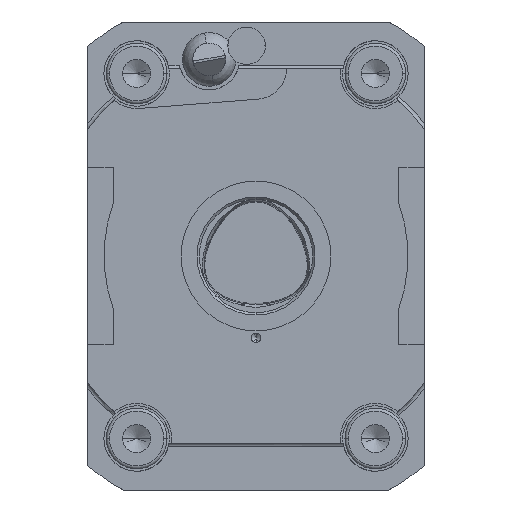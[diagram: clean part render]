
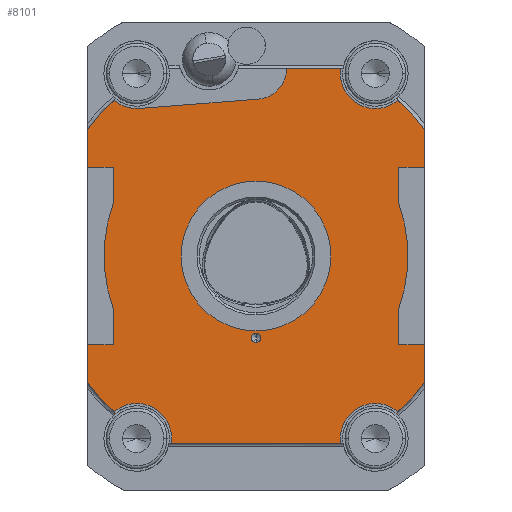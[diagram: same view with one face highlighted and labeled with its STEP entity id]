
A CAD part, left-side view. The second image highlights one B-rep face of the part: STEP entity #8101.
In plain terms, the highlighted planar face has unit normal (-1, 0, 0).
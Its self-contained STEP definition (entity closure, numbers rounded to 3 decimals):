
#2894=CARTESIAN_POINT('',(-49.5,25.5,-39.));
#2895=DIRECTION('',(1.,0.,0.));
#2896=DIRECTION('',(0.,0.643,0.766));
#2897=AXIS2_PLACEMENT_3D('',#2894,#2895,#2896);
#2904=CARTESIAN_POINT('',(-49.5,0.,0.));
#2905=DIRECTION('',(1.,0.,0.));
#2906=DIRECTION('',(0.,0.674,-0.739));
#2907=AXIS2_PLACEMENT_3D('',#2904,#2905,#2906);
#2909=DIRECTION('',(0.,0.,-1.));
#2910=VECTOR('',#2909,7.775);
#2911=CARTESIAN_POINT('',(-49.5,30.5,-11.225));
#2912=LINE('',#2911,#2910);
#2913=CARTESIAN_POINT('',(-49.5,0.,0.));
#2914=DIRECTION('',(-1.,0.,0.));
#2915=DIRECTION('',(0.,0.938,0.345));
#2916=AXIS2_PLACEMENT_3D('',#2913,#2914,#2915);
#2918=DIRECTION('',(0.,0.,-1.));
#2919=VECTOR('',#2918,7.775);
#2920=CARTESIAN_POINT('',(-49.5,30.5,19.));
#2921=LINE('',#2920,#2919);
#2922=DIRECTION('',(0.,-1.,0.));
#2923=VECTOR('',#2922,5.5);
#2924=CARTESIAN_POINT('',(-49.5,36.,19.));
#2925=LINE('',#2924,#2923);
#2926=CARTESIAN_POINT('',(-49.5,0.,0.));
#2927=DIRECTION('',(1.,0.,0.));
#2928=DIRECTION('',(0.,0.8,0.6));
#2929=AXIS2_PLACEMENT_3D('',#2926,#2927,#2928);
#2931=CARTESIAN_POINT('',(-49.5,25.5,39.));
#2932=DIRECTION('',(-1.,0.,0.));
#2933=DIRECTION('',(0.,0.643,-0.766));
#2934=AXIS2_PLACEMENT_3D('',#2931,#2932,#2933);
#2936=DIRECTION('',(0.,-0.997,0.078));
#2937=VECTOR('',#2936,25.5);
#2938=CARTESIAN_POINT('',(-49.5,24.913,31.523));
#2939=LINE('',#2938,#2937);
#2940=CARTESIAN_POINT('',(-49.5,0.,40.));
#2941=DIRECTION('',(-1.,0.,0.));
#2942=DIRECTION('',(0.,-0.078,-0.997));
#2943=AXIS2_PLACEMENT_3D('',#2940,#2941,#2942);
#2945=CARTESIAN_POINT('',(-49.5,0.,0.));
#2946=DIRECTION('',(1.,0.,0.));
#2947=DIRECTION('',(0.,-0.674,0.739));
#2948=AXIS2_PLACEMENT_3D('',#2945,#2946,#2947);
#2950=DIRECTION('',(0.,-1.,0.));
#2951=VECTOR('',#2950,5.5);
#2952=CARTESIAN_POINT('',(-49.5,-30.5,19.));
#2953=LINE('',#2952,#2951);
#2954=DIRECTION('',(0.,0.,1.));
#2955=VECTOR('',#2954,7.775);
#2956=CARTESIAN_POINT('',(-49.5,-30.5,11.225));
#2957=LINE('',#2956,#2955);
#2958=CARTESIAN_POINT('',(-49.5,0.,0.));
#2959=DIRECTION('',(-1.,0.,0.));
#2960=DIRECTION('',(0.,-0.938,-0.345));
#2961=AXIS2_PLACEMENT_3D('',#2958,#2959,#2960);
#2963=DIRECTION('',(0.,0.,1.));
#2964=VECTOR('',#2963,7.775);
#2965=CARTESIAN_POINT('',(-49.5,-30.5,-19.));
#2966=LINE('',#2965,#2964);
#2967=CARTESIAN_POINT('',(-49.5,0.,0.));
#2968=DIRECTION('',(1.,0.,0.));
#2969=DIRECTION('',(0.,-0.8,-0.6));
#2970=AXIS2_PLACEMENT_3D('',#2967,#2968,#2969);
#2972=CARTESIAN_POINT('',(-49.5,0.,-17.5));
#2973=DIRECTION('',(-1.,0.,0.));
#2974=DIRECTION('',(0.,0.,-1.));
#2975=AXIS2_PLACEMENT_3D('',#2972,#2973,#2974);
#2977=CARTESIAN_POINT('',(-49.5,0.,-17.5));
#2978=DIRECTION('',(-1.,0.,0.));
#2979=DIRECTION('',(0.,0.,1.));
#2980=AXIS2_PLACEMENT_3D('',#2977,#2978,#2979);
#2990=DIRECTION('',(0.,0.,1.));
#2991=VECTOR('',#2990,8.);
#2992=CARTESIAN_POINT('',(-49.5,36.,-27.));
#2993=LINE('',#2992,#2991);
#2994=DIRECTION('',(0.,0.,-1.));
#2995=VECTOR('',#2994,8.);
#2996=CARTESIAN_POINT('',(-49.5,36.,27.));
#2997=LINE('',#2996,#2995);
#3026=DIRECTION('',(0.,-1.,0.));
#3027=VECTOR('',#3026,11.567);
#3028=CARTESIAN_POINT('',(-49.5,-6.5,40.));
#3029=LINE('',#3028,#3027);
#3039=CARTESIAN_POINT('',(-49.5,-25.5,39.));
#3040=DIRECTION('',(1.,0.,0.));
#3041=DIRECTION('',(0.,-0.643,-0.766));
#3042=AXIS2_PLACEMENT_3D('',#3039,#3040,#3041);
#3052=DIRECTION('',(0.,0.,1.));
#3053=VECTOR('',#3052,8.);
#3054=CARTESIAN_POINT('',(-49.5,-36.,-27.));
#3055=LINE('',#3054,#3053);
#3064=DIRECTION('',(0.,0.,-1.));
#3065=VECTOR('',#3064,8.);
#3066=CARTESIAN_POINT('',(-49.5,-36.,27.));
#3067=LINE('',#3066,#3065);
#3068=DIRECTION('',(0.,-1.,0.));
#3069=VECTOR('',#3068,5.5);
#3070=CARTESIAN_POINT('',(-49.5,-30.5,-19.));
#3071=LINE('',#3070,#3069);
#3121=CARTESIAN_POINT('',(-49.5,-25.5,-39.));
#3122=DIRECTION('',(1.,0.,0.));
#3123=DIRECTION('',(0.,0.991,-0.133));
#3124=AXIS2_PLACEMENT_3D('',#3121,#3122,#3123);
#3131=DIRECTION('',(0.,1.,0.));
#3132=VECTOR('',#3131,36.134);
#3133=CARTESIAN_POINT('',(-49.5,-18.067,-40.));
#3134=LINE('',#3133,#3132);
#3168=DIRECTION('',(0.,-1.,0.));
#3169=VECTOR('',#3168,5.5);
#3170=CARTESIAN_POINT('',(-49.5,36.,-19.));
#3171=LINE('',#3170,#3169);
#3196=CARTESIAN_POINT('',(-49.5,0.,0.));
#3197=DIRECTION('',(-1.,0.,0.));
#3198=DIRECTION('',(0.,0.,-1.));
#3199=AXIS2_PLACEMENT_3D('',#3196,#3197,#3198);
#3201=CARTESIAN_POINT('',(-49.5,0.,0.));
#3202=DIRECTION('',(1.,0.,0.));
#3203=DIRECTION('',(0.,0.,-1.));
#3204=AXIS2_PLACEMENT_3D('',#3201,#3202,#3203);
#3915=CARTESIAN_POINT('',(-49.5,0.,-18.5));
#3916=CARTESIAN_POINT('',(-49.5,0.,-16.5));
#3917=VERTEX_POINT('',#3915);
#3918=VERTEX_POINT('',#3916);
#3919=CARTESIAN_POINT('',(-49.5,0.,-16.));
#3921=VERTEX_POINT('',#3919);
#3923=CARTESIAN_POINT('',(-49.5,0.,16.));
#3925=VERTEX_POINT('',#3923);
#3970=CARTESIAN_POINT('',(-49.5,-36.,-27.));
#3971=CARTESIAN_POINT('',(-49.5,-36.,-19.));
#3972=VERTEX_POINT('',#3970);
#3973=VERTEX_POINT('',#3971);
#3974=CARTESIAN_POINT('',(-49.5,-36.,19.));
#3975=VERTEX_POINT('',#3974);
#3976=CARTESIAN_POINT('',(-49.5,-36.,27.));
#3977=VERTEX_POINT('',#3976);
#3978=CARTESIAN_POINT('',(-49.5,36.,-27.));
#3979=CARTESIAN_POINT('',(-49.5,36.,-19.));
#3980=VERTEX_POINT('',#3978);
#3981=VERTEX_POINT('',#3979);
#3982=CARTESIAN_POINT('',(-49.5,36.,19.));
#3983=VERTEX_POINT('',#3982);
#3984=CARTESIAN_POINT('',(-49.5,36.,27.));
#3985=VERTEX_POINT('',#3984);
#3986=CARTESIAN_POINT('',(-49.5,30.5,-19.));
#3987=VERTEX_POINT('',#3986);
#3988=CARTESIAN_POINT('',(-49.5,-30.5,19.));
#3989=VERTEX_POINT('',#3988);
#3994=CARTESIAN_POINT('',(-49.5,30.5,-11.225));
#3995=VERTEX_POINT('',#3994);
#3996=CARTESIAN_POINT('',(-49.5,-30.5,11.225));
#3997=VERTEX_POINT('',#3996);
#3998=CARTESIAN_POINT('',(-49.5,-30.5,-19.));
#3999=VERTEX_POINT('',#3998);
#4000=CARTESIAN_POINT('',(-49.5,30.5,19.));
#4001=VERTEX_POINT('',#4000);
#4002=CARTESIAN_POINT('',(-49.5,30.5,11.225));
#4003=VERTEX_POINT('',#4002);
#4004=CARTESIAN_POINT('',(-49.5,-30.5,-11.225));
#4005=VERTEX_POINT('',#4004);
#4010=CARTESIAN_POINT('',(-49.5,-18.067,-40.));
#4011=CARTESIAN_POINT('',(-49.5,18.067,-40.));
#4012=VERTEX_POINT('',#4010);
#4013=VERTEX_POINT('',#4011);
#4014=CARTESIAN_POINT('',(-49.5,30.319,-33.253));
#4015=VERTEX_POINT('',#4014);
#4023=CARTESIAN_POINT('',(-49.5,-30.319,-33.253));
#4025=VERTEX_POINT('',#4023);
#4027=CARTESIAN_POINT('',(-49.5,-30.319,33.253));
#4029=VERTEX_POINT('',#4027);
#4031=CARTESIAN_POINT('',(-49.5,30.319,33.253));
#4033=VERTEX_POINT('',#4031);
#4041=CARTESIAN_POINT('',(-49.5,-18.067,40.));
#4043=VERTEX_POINT('',#4041);
#4044=CARTESIAN_POINT('',(-49.5,-6.5,40.));
#4045=VERTEX_POINT('',#4044);
#4046=CARTESIAN_POINT('',(-49.5,24.913,31.523));
#4047=CARTESIAN_POINT('',(-49.5,-0.509,33.52));
#4048=VERTEX_POINT('',#4046);
#4049=VERTEX_POINT('',#4047);
#8031=CARTESIAN_POINT('',(-49.5,0.,0.));
#8032=DIRECTION('',(1.,0.,0.));
#8033=DIRECTION('',(0.,0.,1.));
#8034=AXIS2_PLACEMENT_3D('',#8031,#8032,#8033);
#8035=PLANE('',#8034);
#8036=ORIENTED_EDGE('',*,*,#8021,.F.);
#8038=ORIENTED_EDGE('',*,*,#8037,.T.);
#8040=ORIENTED_EDGE('',*,*,#8039,.T.);
#8042=ORIENTED_EDGE('',*,*,#8041,.T.);
#8044=ORIENTED_EDGE('',*,*,#8043,.F.);
#8046=ORIENTED_EDGE('',*,*,#8045,.F.);
#8048=ORIENTED_EDGE('',*,*,#8047,.F.);
#8050=ORIENTED_EDGE('',*,*,#8049,.F.);
#8052=ORIENTED_EDGE('',*,*,#8051,.F.);
#8054=ORIENTED_EDGE('',*,*,#8053,.T.);
#8056=ORIENTED_EDGE('',*,*,#8055,.T.);
#8058=ORIENTED_EDGE('',*,*,#8057,.T.);
#8060=ORIENTED_EDGE('',*,*,#8059,.T.);
#8062=ORIENTED_EDGE('',*,*,#8061,.T.);
#8064=ORIENTED_EDGE('',*,*,#8063,.F.);
#8066=ORIENTED_EDGE('',*,*,#8065,.T.);
#8068=ORIENTED_EDGE('',*,*,#8067,.T.);
#8070=ORIENTED_EDGE('',*,*,#8069,.F.);
#8072=ORIENTED_EDGE('',*,*,#8071,.F.);
#8074=ORIENTED_EDGE('',*,*,#8073,.F.);
#8076=ORIENTED_EDGE('',*,*,#8075,.F.);
#8078=ORIENTED_EDGE('',*,*,#8077,.T.);
#8080=ORIENTED_EDGE('',*,*,#8079,.F.);
#8082=ORIENTED_EDGE('',*,*,#8081,.T.);
#8084=ORIENTED_EDGE('',*,*,#8083,.F.);
#8086=ORIENTED_EDGE('',*,*,#8085,.T.);
#8087=EDGE_LOOP('',(#8036,#8038,#8040,#8042,#8044,#8046,#8048,#8050,#8052,#8054,
#8056,#8058,#8060,#8062,#8064,#8066,#8068,#8070,#8072,#8074,#8076,#8078,#8080,
#8082,#8084,#8086));
#8088=FACE_OUTER_BOUND('',#8087,.F.);
#8090=ORIENTED_EDGE('',*,*,#8089,.T.);
#8092=ORIENTED_EDGE('',*,*,#8091,.F.);
#8093=EDGE_LOOP('',(#8090,#8092));
#8094=FACE_BOUND('',#8093,.F.);
#8096=ORIENTED_EDGE('',*,*,#8095,.T.);
#8098=ORIENTED_EDGE('',*,*,#8097,.T.);
#8099=EDGE_LOOP('',(#8096,#8098));
#8100=FACE_BOUND('',#8099,.F.);
#8101=ADVANCED_FACE('',(#8088,#8094,#8100),#8035,.F.);
#2898=CIRCLE('',#2897,7.5);
#2908=CIRCLE('',#2907,45.);
#2917=CIRCLE('',#2916,32.5);
#2930=CIRCLE('',#2929,45.);
#2935=CIRCLE('',#2934,7.5);
#2944=CIRCLE('',#2943,6.5);
#2949=CIRCLE('',#2948,45.);
#2962=CIRCLE('',#2961,32.5);
#2971=CIRCLE('',#2970,45.);
#2976=CIRCLE('',#2975,1.);
#2981=CIRCLE('',#2980,1.);
#3043=CIRCLE('',#3042,7.5);
#3125=CIRCLE('',#3124,7.5);
#3200=CIRCLE('',#3199,16.);
#3205=CIRCLE('',#3204,16.);
#8021=EDGE_CURVE('',#4015,#4013,#2898,.T.);
#8037=EDGE_CURVE('',#4015,#3980,#2908,.T.);
#8039=EDGE_CURVE('',#3980,#3981,#2993,.T.);
#8041=EDGE_CURVE('',#3981,#3987,#3171,.T.);
#8043=EDGE_CURVE('',#3995,#3987,#2912,.T.);
#8045=EDGE_CURVE('',#4003,#3995,#2917,.T.);
#8047=EDGE_CURVE('',#4001,#4003,#2921,.T.);
#8049=EDGE_CURVE('',#3983,#4001,#2925,.T.);
#8051=EDGE_CURVE('',#3985,#3983,#2997,.T.);
#8053=EDGE_CURVE('',#3985,#4033,#2930,.T.);
#8055=EDGE_CURVE('',#4033,#4048,#2935,.T.);
#8057=EDGE_CURVE('',#4048,#4049,#2939,.T.);
#8059=EDGE_CURVE('',#4049,#4045,#2944,.T.);
#8061=EDGE_CURVE('',#4045,#4043,#3029,.T.);
#8063=EDGE_CURVE('',#4029,#4043,#3043,.T.);
#8065=EDGE_CURVE('',#4029,#3977,#2949,.T.);
#8067=EDGE_CURVE('',#3977,#3975,#3067,.T.);
#8069=EDGE_CURVE('',#3989,#3975,#2953,.T.);
#8071=EDGE_CURVE('',#3997,#3989,#2957,.T.);
#8073=EDGE_CURVE('',#4005,#3997,#2962,.T.);
#8075=EDGE_CURVE('',#3999,#4005,#2966,.T.);
#8077=EDGE_CURVE('',#3999,#3973,#3071,.T.);
#8079=EDGE_CURVE('',#3972,#3973,#3055,.T.);
#8081=EDGE_CURVE('',#3972,#4025,#2971,.T.);
#8083=EDGE_CURVE('',#4012,#4025,#3125,.T.);
#8085=EDGE_CURVE('',#4012,#4013,#3134,.T.);
#8089=EDGE_CURVE('',#3921,#3925,#3200,.T.);
#8091=EDGE_CURVE('',#3921,#3925,#3205,.T.);
#8095=EDGE_CURVE('',#3917,#3918,#2976,.T.);
#8097=EDGE_CURVE('',#3918,#3917,#2981,.T.);
